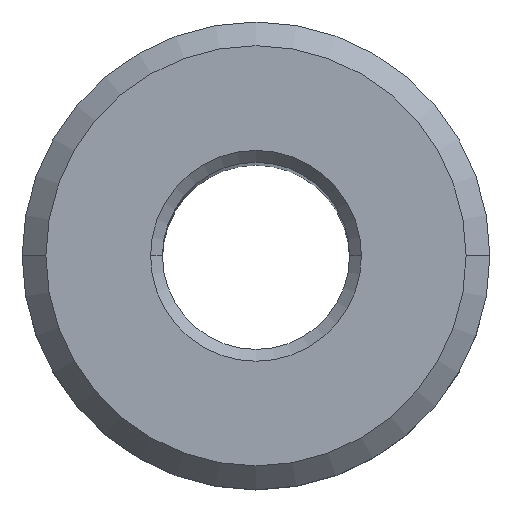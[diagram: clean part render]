
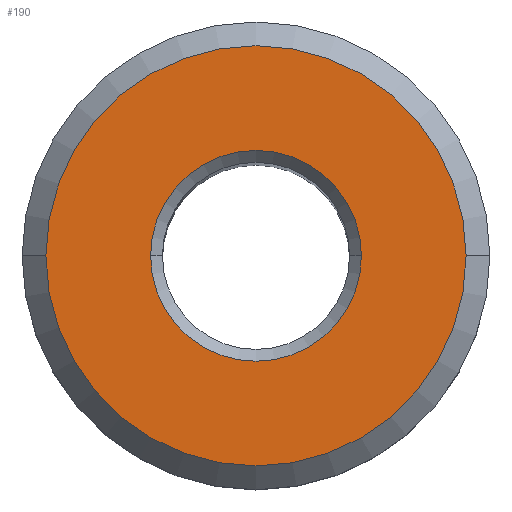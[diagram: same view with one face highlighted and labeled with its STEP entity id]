
A CAD part, top view. The second image highlights one B-rep face of the part: STEP entity #190.
In plain terms, the highlighted planar face has unit normal (0, 0, 1).
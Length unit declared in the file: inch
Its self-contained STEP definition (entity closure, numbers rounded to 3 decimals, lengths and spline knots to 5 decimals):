
#14 = VERTEX_POINT ( 'NONE', #831 ) ;
#29 = ORIENTED_EDGE ( 'NONE', *, *, #183, .T. ) ;
#84 = DIRECTION ( 'NONE',  ( -1., 0., 0. ) ) ;
#93 = EDGE_CURVE ( 'NONE', #279, #1113, #855, .T. ) ;
#115 = CARTESIAN_POINT ( 'NONE',  ( 0.26528, 0., 0. ) ) ;
#142 = EDGE_CURVE ( 'NONE', #14, #197, #870, .T. ) ;
#183 = EDGE_CURVE ( 'NONE', #197, #14, #199, .T. ) ;
#184 = CARTESIAN_POINT ( 'NONE',  ( -0.26528, 0., 0. ) ) ;
#190 = ADVANCED_FACE ( 'NONE', ( #696, #514 ), #865, .F. ) ;
#197 = VERTEX_POINT ( 'NONE', #768 ) ;
#199 = CIRCLE ( 'NONE', #1001, 0.13311 ) ;
#212 = DIRECTION ( 'NONE',  ( 0., 0., 1. ) ) ;
#216 = EDGE_LOOP ( 'NONE', ( #808, #720 ) ) ;
#233 = DIRECTION ( 'NONE',  ( 0., 0., 1. ) ) ;
#243 = CARTESIAN_POINT ( 'NONE',  ( 0., 0., 0. ) ) ;
#279 = VERTEX_POINT ( 'NONE', #184 ) ;
#308 = DIRECTION ( 'NONE',  ( -1., 0., 0. ) ) ;
#330 = DIRECTION ( 'NONE',  ( 0., 0., -1. ) ) ;
#383 = CIRCLE ( 'NONE', #998, 0.26528 ) ;
#514 = FACE_BOUND ( 'NONE', #876, .T. ) ;
#616 = AXIS2_PLACEMENT_3D ( 'NONE', #243, #930, #1101 ) ;
#635 = CARTESIAN_POINT ( 'NONE',  ( 0., 0., 0. ) ) ;
#696 = FACE_OUTER_BOUND ( 'NONE', #216, .T. ) ;
#720 = ORIENTED_EDGE ( 'NONE', *, *, #744, .T. ) ;
#744 = EDGE_CURVE ( 'NONE', #1113, #279, #383, .T. ) ;
#768 = CARTESIAN_POINT ( 'NONE',  ( -0.13311, 0., 0. ) ) ;
#771 = DIRECTION ( 'NONE',  ( 0., 0., -1. ) ) ;
#787 = CARTESIAN_POINT ( 'NONE',  ( 0., 0.29528, 0. ) ) ;
#808 = ORIENTED_EDGE ( 'NONE', *, *, #93, .T. ) ;
#831 = CARTESIAN_POINT ( 'NONE',  ( 0.13311, 0., 0. ) ) ;
#855 = CIRCLE ( 'NONE', #1066, 0.26528 ) ;
#860 = DIRECTION ( 'NONE',  ( -1., 0., 0. ) ) ;
#865 = PLANE ( 'NONE',  #941 ) ;
#870 = CIRCLE ( 'NONE', #616, 0.13311 ) ;
#876 = EDGE_LOOP ( 'NONE', ( #1067, #29 ) ) ;
#906 = DIRECTION ( 'NONE',  ( -1., 0., 0. ) ) ;
#930 = DIRECTION ( 'NONE',  ( 0., 0., -1. ) ) ;
#941 = AXIS2_PLACEMENT_3D ( 'NONE', #787, #771, #860 ) ;
#953 = CARTESIAN_POINT ( 'NONE',  ( 0., 0., 0. ) ) ;
#998 = AXIS2_PLACEMENT_3D ( 'NONE', #635, #212, #308 ) ;
#1001 = AXIS2_PLACEMENT_3D ( 'NONE', #953, #330, #84 ) ;
#1004 = CARTESIAN_POINT ( 'NONE',  ( 0., 0., 0. ) ) ;
#1066 = AXIS2_PLACEMENT_3D ( 'NONE', #1004, #233, #906 ) ;
#1067 = ORIENTED_EDGE ( 'NONE', *, *, #142, .T. ) ;
#1101 = DIRECTION ( 'NONE',  ( -1., 0., 0. ) ) ;
#1113 = VERTEX_POINT ( 'NONE', #115 ) ;
